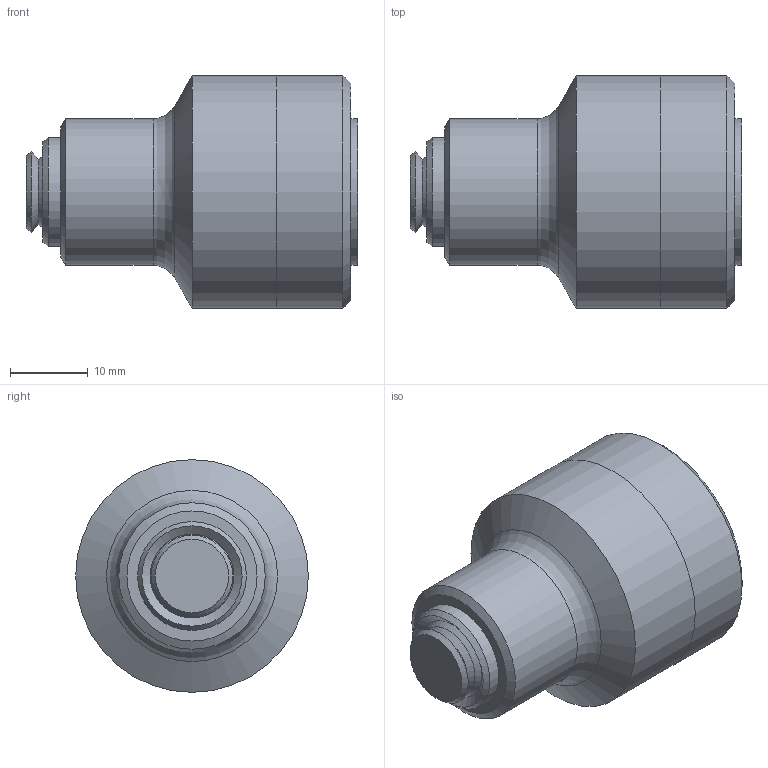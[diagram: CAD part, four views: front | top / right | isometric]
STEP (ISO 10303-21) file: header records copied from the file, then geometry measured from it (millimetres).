
FILE_DESCRIPTION(/* description */ (''),/* implementation_level */ '2;1');
FILE_NAME(/* name */ 'MITH-080P.stp',/* time_stamp */ '2016-05-02T13:34:58-05:00',/* author */ ('scottg'),/* organization */ ('FasTest,Inc.'),/* preprocessor_version */ 'ST-DEVELOPER v16.1',/* originating_system */ 'Autodesk Inventor 2016',/* authorisation */ '');
FILE_SCHEMA (('AUTOMOTIVE_DESIGN { 1 0 10303 214 3 1 1 }'));
Length unit declared in the file: inch
Products named in the file (1): MITH-080P
Bounding box: 42.67 x 29.97 x 29.97 mm (x, y, z)
Volume: 20457.8 mm3; surface area: 4363.2 mm2
Topology: 1 solids, 2 shells, 20 faces, 37 edges, 22 vertices
Faces by surface type: cone 9, cylinder 5, plane 4, torus 2
Full cylindrical faces by diameter (mm): 14.021 x1, 18.872 x1, 18.923 x1, 29.972 x2
Entity records: 460 total; most frequent: DIRECTION 78, CARTESIAN_POINT 57, AXIS2_PLACEMENT_3D 39, EDGE_LOOP 38, ORIENTED_EDGE 38, STYLED_ITEM 21, FACE_OUTER_BOUND 20, ADVANCED_FACE 20
